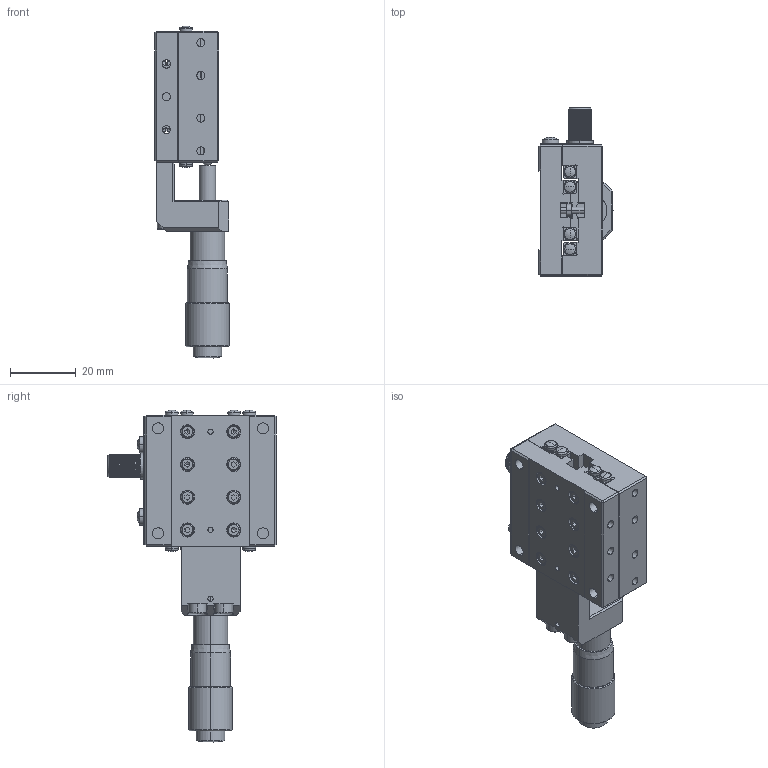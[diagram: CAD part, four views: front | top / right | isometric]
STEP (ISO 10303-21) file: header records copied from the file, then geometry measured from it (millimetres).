
FILE_DESCRIPTION (( 'STEP AP203' ), '1' );
FILE_NAME ('516410.STEP', '2025-07-08T08:05:44', ( '' ), ( '' ), 'SwSTEP 2.0', 'SolidWorks 2020', '' );
FILE_SCHEMA (( 'CONFIG_CONTROL_DESIGN' ));
Length unit declared in the file: millimetre
Products named in the file (1): 516410
Bounding box: 22.6 x 51.3 x 101.28 mm (x, y, z)
Surface area: 19306.6 mm2 (no closed solid volume)
Topology: 0 solids, 169 shells, 761 faces, 2807 edges, 2180 vertices
Faces by surface type: plane 391, cylinder 232, cone 61, torus 40, bspline 32, sphere 5
Full cylindrical faces by diameter (mm): 3.9 x2
Entity records: 37660 total; most frequent: CARTESIAN_POINT 15598, ORIENTED_EDGE 4112, DIRECTION 4081, EDGE_CURVE 2765, VERTEX_POINT 2175, AXIS2_PLACEMENT_3D 1422, VECTOR 1237, LINE 1237
